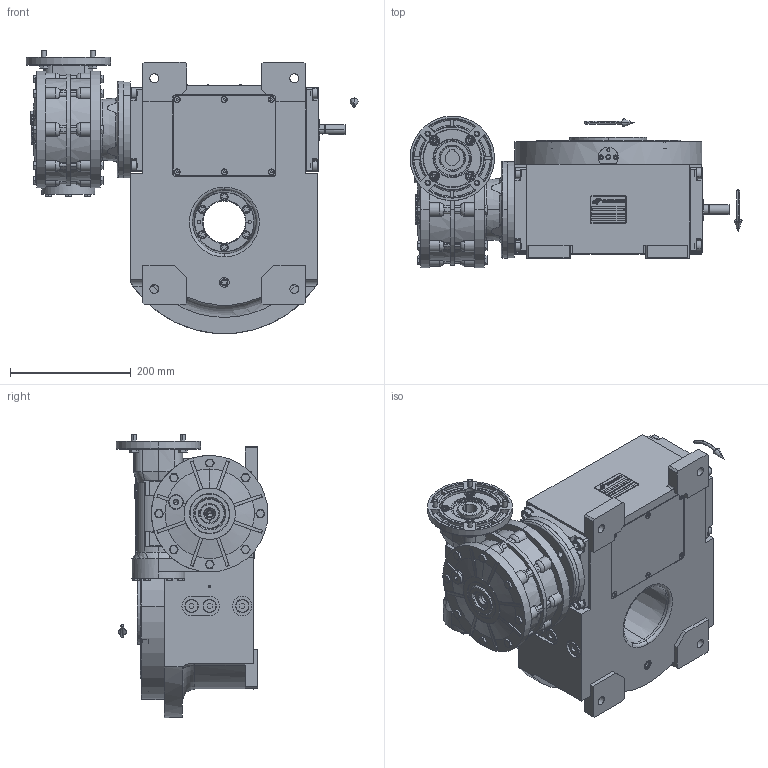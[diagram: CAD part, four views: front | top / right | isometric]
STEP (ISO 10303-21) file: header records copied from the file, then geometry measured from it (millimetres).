
FILE_DESCRIPTION (( 'STEP AP203' ), '1' );
FILE_NAME ('PC5201552.step', '2025-10-07T14:06:59', ( '' ), ( '' ), 'SwSTEP 2.0', 'SolidWorks 2020', '' );
FILE_SCHEMA (( 'CONFIG_CONTROL_DESIGN' ));
Length unit declared in the file: millimetre
Products named in the file (85): cfn2000_01_081; CFN2155_01_195.stp; AS_cfn2476_01_002_60x46; cfn2003_01_054; cfn2000_01_099; cfn2070_05_009; rig09_003_8; AS_rig09_004; CFN2223_02_004.stp; cfn2000_01_126; CFN2010_02_002.stp; RIG09_021_AF0.stp; cfn2151_01_170; cfn2107_01_001; rig09_002_bl_008; CFN2203_02_002.stp; freccia_angolare; 900_38_30_003; cfn2000_01_161; AS_rig09_016; rig09_001_a; rig09_007_master; CFN2000_01_185.stp; cfn2104_01_018; rig09_071_8_m.stp; AS_rig09_071_8_m; freccia_angolare_albero; CFN2010_01_020.stp; rig09_004; AS_rig09_017; olio_agip_blasia_150; cfn2155_01_095; cfn2151_01_167; cfn2128_04_002; CFN2223_02_003.stp; cfn2077_01_036; cfn2115_02_145; rig09_017; cfn2128_19_002; RIG09_005_AF0.stp ...
Assembly tree (73 placements, depth 5):
  CFN2223_02_004.stp
  cfn2151_01_170
  CFN2203_02_002.stp
  rig09_007_master
  CFN2010_01_020.stp
Bounding box: 550 x 251.5 x 469.5 mm (x, y, z)
Volume: 8832345.1 mm3; surface area: 1569317.8 mm2
Topology: 64 solids, 64 shells, 3089 faces, 7683 edges, 4920 vertices
Faces by surface type: plane 1513, cylinder 904, cone 437, torus 196, bspline 35, sphere 4
Entity records: 114828 total; most frequent: CARTESIAN_POINT 33463, DIRECTION 15090, ORIENTED_EDGE 15026, EDGE_CURVE 7513, AXIS2_PLACEMENT_3D 5443, VERTEX_POINT 4859, VECTOR 4204, LINE 4204
